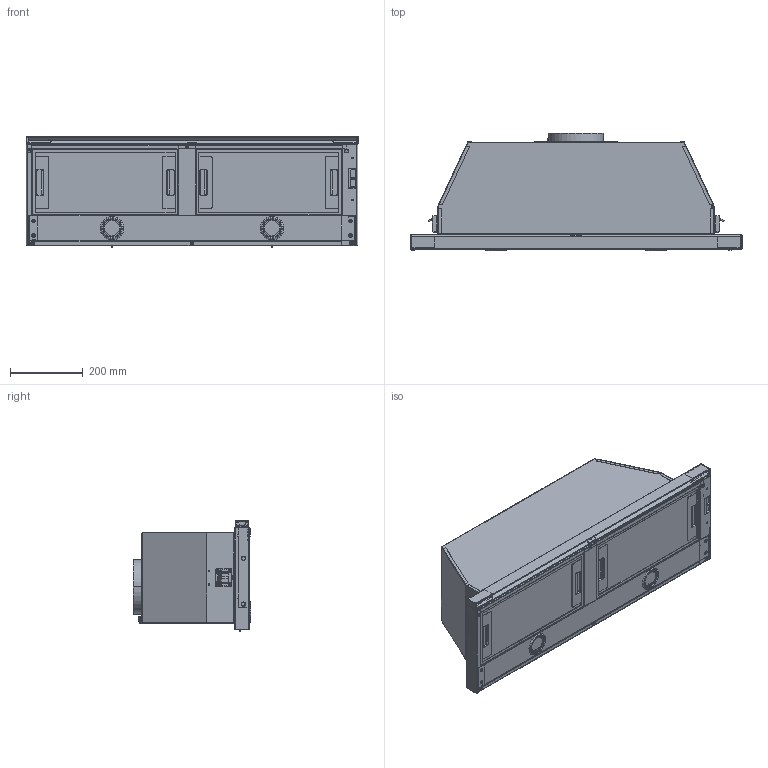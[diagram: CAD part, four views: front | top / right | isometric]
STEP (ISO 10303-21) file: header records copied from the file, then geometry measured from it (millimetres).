
FILE_DESCRIPTION((''),'2;1');
FILE_NAME('177_732_ASM','2014-10-23T',('GR024'),(''),'PRO/ENGINEER BY PARAMETRIC TECHNOLOGY CORPORATION, 2010280','PRO/ENGINEER BY PARAMETRIC TECHNOLOGY CORPORATION, 2010280','');
FILE_SCHEMA(('CONFIG_CONTROL_DESIGN'));
Products named in the file (35): 177_044; 177_026; 177_027; 177_020; 177_021; 177_022_36; 177_009_36; 177_023_36; 177_723_ASM; 177_042; D15_001_A; D15_001_B; D15_001_ASM_ASM; 177_726_ASM; 177_046; 177_024; 177_007_90; CME_FARETTO_PIATTO; 178_055; 178_056; 178_059; 178_053; 178_054; 13_707_ASM; 177_003_36; 136_051; 177_SCATOLA_COM; FIC_008; FIC_010; 131_077_36; 131_082; 131_084; 177_729_ASM; 177_725_AF0_ASM; 177_732_ASM
Assembly tree (39 placements, depth 5):
  177_732_ASM
    177_725_AF0_ASM
      177_723_ASM
        177_044
        177_026
        177_027
        177_020
        177_021
        177_022_36
        177_009_36
        177_023_36
      177_726_ASM
        177_042
        D15_001_ASM_ASM
          D15_001_A
          D15_001_B
      177_046
      177_024
      177_007_90
      CME_FARETTO_PIATTO  x2
      13_707_ASM  x2
        178_055
        178_056
        178_059
        178_053
        178_054
      177_003_36
      136_051
      177_SCATOLA_COM
      FIC_008  x2
      FIC_010  x2
      177_729_ASM
        131_077_36
        131_082  x2
        131_084
Bounding box: 913 x 322.35 x 305 mm (x, y, z)
Volume: 2786000.7 mm3; surface area: 3568222.8 mm2
Topology: 40 solids, 41 shells, 5704 faces, 14393 edges, 8853 vertices
Faces by surface type: plane 3004, cylinder 1689, bspline 385, torus 342, cone 219, sphere 65
Entity records: 164416 total; most frequent: CARTESIAN_POINT 55451, DIRECTION 22730, ORIENTED_EDGE 22672, EDGE_CURVE 11338, AXIS2_PLACEMENT_3D 7960, VERTEX_POINT 6897, VECTOR 6810, LINE 6810
